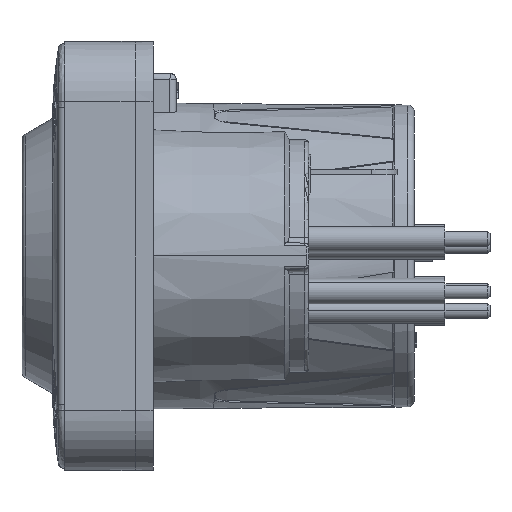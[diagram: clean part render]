
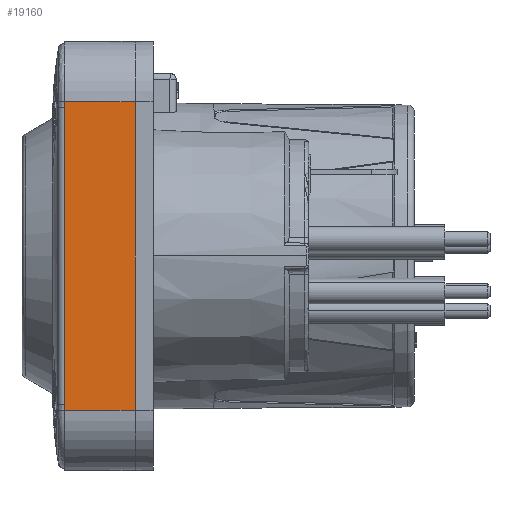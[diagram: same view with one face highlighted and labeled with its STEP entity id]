
A CAD part, left-side view. The second image highlights one B-rep face of the part: STEP entity #19160.
In plain terms, the highlighted planar face has unit normal (-1, 0, 0).
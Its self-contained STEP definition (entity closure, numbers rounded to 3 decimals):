
#1435=DIRECTION('',(-0.003,1.,0.));
#1436=VECTOR('',#1435,5.5);
#1437=CARTESIAN_POINT('',(-14.182,11.5,12.));
#1438=LINE('',#1437,#1436);
#1452=DIRECTION('',(0.,0.,1.));
#1453=VECTOR('',#1452,24.);
#1454=CARTESIAN_POINT('',(-14.182,11.5,
-12.));
#1455=LINE('',#1454,#1453);
#1468=DIRECTION('',(0.003,-1.,0.));
#1469=VECTOR('',#1468,5.5);
#1470=CARTESIAN_POINT('',(-14.2,17.,-12.));
#1471=LINE('',#1470,#1469);
#1499=DIRECTION('',(0.,0.,-1.));
#1500=VECTOR('',#1499,24.);
#1501=CARTESIAN_POINT('',(-14.2,17.,12.));
#1502=LINE('',#1501,#1500);
#14651=CARTESIAN_POINT('',(-14.2,17.,12.));
#14652=VERTEX_POINT('',#14651);
#14653=CARTESIAN_POINT('',(-14.2,17.,-12.));
#14654=VERTEX_POINT('',#14653);
#14774=CARTESIAN_POINT('',(-14.182,11.5,
-12.));
#14775=CARTESIAN_POINT('',(-14.182,11.5,
12.));
#14776=VERTEX_POINT('',#14774);
#14777=VERTEX_POINT('',#14775);
#19147=CARTESIAN_POINT('',(-14.2,17.,-12.));
#19148=DIRECTION('',(-1.,0.,0.));
#19149=DIRECTION('',(0.,0.,1.));
#19150=AXIS2_PLACEMENT_3D('',#19147,#19148,#19149);
#19151=PLANE('',#19150);
#19152=ORIENTED_EDGE('',*,*,#19138,.F.);
#19154=ORIENTED_EDGE('',*,*,#19153,.F.);
#19156=ORIENTED_EDGE('',*,*,#19155,.F.);
#19157=ORIENTED_EDGE('',*,*,#19112,.F.);
#19158=EDGE_LOOP('',(#19152,#19154,#19156,#19157));
#19159=FACE_OUTER_BOUND('',#19158,.F.);
#19160=ADVANCED_FACE('',(#19159),#19151,.T.);
#19112=EDGE_CURVE('',#14777,#14652,#1438,.T.);
#19138=EDGE_CURVE('',#14776,#14777,#1455,.T.);
#19153=EDGE_CURVE('',#14654,#14776,#1471,.T.);
#19155=EDGE_CURVE('',#14652,#14654,#1502,.T.);
